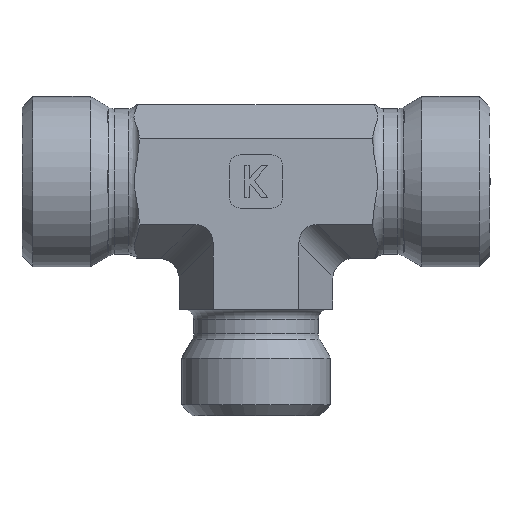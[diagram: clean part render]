
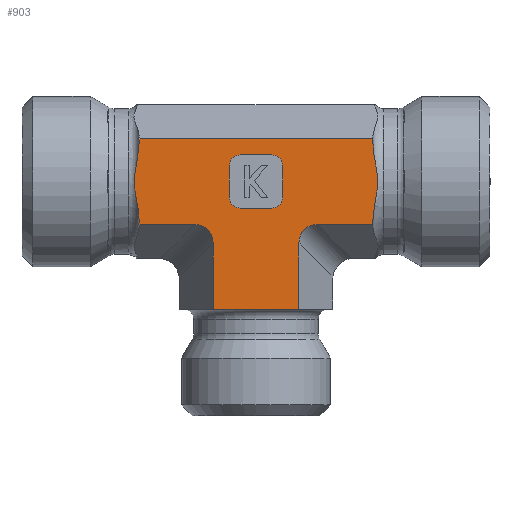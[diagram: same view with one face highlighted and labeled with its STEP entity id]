
A CAD part, left-side view. The second image highlights one B-rep face of the part: STEP entity #903.
In plain terms, the highlighted planar face has unit normal (-1, 0, 0).
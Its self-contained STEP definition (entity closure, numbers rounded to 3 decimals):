
#336=CARTESIAN_POINT('',(-26.485,20.544,10.447));
#337=VERTEX_POINT('',#336);
#345=CARTESIAN_POINT('',(-26.485,20.544,17.553));
#346=VERTEX_POINT('',#345);
#347=CARTESIAN_POINT('',(-26.485,20.544,17.553));
#348=CARTESIAN_POINT('',(-26.485,20.544,17.154));
#349=CARTESIAN_POINT('',(-26.485,20.602,16.678));
#350=CARTESIAN_POINT('',(-26.485,20.794,15.569));
#351=CARTESIAN_POINT('',(-26.485,21.017,14.727));
#352=CARTESIAN_POINT('',(-26.485,21.017,14.));
#353=CARTESIAN_POINT('',(-26.485,21.017,13.273));
#354=CARTESIAN_POINT('',(-26.485,20.794,12.431));
#355=CARTESIAN_POINT('',(-26.485,20.602,11.322));
#356=CARTESIAN_POINT('',(-26.485,20.544,10.846));
#357=CARTESIAN_POINT('',(-26.485,20.544,10.447));
#358=B_SPLINE_CURVE_WITH_KNOTS('',3,(#347,#348,#349,#350,#351,#352,#353,#354,#355,#356,#357),.UNSPECIFIED.,.F.,.U.,(4,2,3,2,4),(-0.338,-0.218,0.0,0.218,0.338),.UNSPECIFIED.);
#359=EDGE_CURVE('',#346,#337,#358,.T.);
#674=CARTESIAN_POINT('',(-26.485,20.544,18.041));
#675=VERTEX_POINT('',#674);
#682=CARTESIAN_POINT('',(-26.485,-1.456,18.041));
#683=VERTEX_POINT('',#682);
#684=CARTESIAN_POINT('',(-26.485,20.544,18.041));
#685=DIRECTION('',(0.0,-1.0,0.0));
#686=VECTOR('',#685,22.);
#687=LINE('',#684,#686);
#688=EDGE_CURVE('',#675,#683,#687,.T.);
#723=CARTESIAN_POINT('',(-26.485,5.502,0.0));
#724=DIRECTION('',(-1.0,0.0,0.0));
#725=DIRECTION('',(0.0,0.0,1.0));
#726=AXIS2_PLACEMENT_3D('',#723,#724,#725);
#727=PLANE('',#726);
#728=CARTESIAN_POINT('',(-26.485,20.544,18.041));
#729=DIRECTION('',(0.0,0.0,-1.0));
#730=VECTOR('',#729,0.489);
#731=LINE('',#728,#730);
#732=EDGE_CURVE('',#675,#346,#731,.T.);
#733=ORIENTED_EDGE('',*,*,#732,.T.);
#734=ORIENTED_EDGE('',*,*,#359,.T.);
#735=CARTESIAN_POINT('',(-26.485,20.544,9.959));
#736=VERTEX_POINT('',#735);
#737=CARTESIAN_POINT('',(-26.485,20.544,10.447));
#738=DIRECTION('',(0.0,0.0,-1.0));
#739=VECTOR('',#738,0.489);
#740=LINE('',#737,#739);
#741=EDGE_CURVE('',#337,#736,#740,.T.);
#742=ORIENTED_EDGE('',*,*,#741,.T.);
#743=CARTESIAN_POINT('',(-26.485,15.317,9.959));
#744=VERTEX_POINT('',#743);
#745=CARTESIAN_POINT('',(-26.485,15.317,9.959));
#746=DIRECTION('',(0.0,1.0,0.0));
#747=VECTOR('',#746,5.226);
#748=LINE('',#745,#747);
#749=EDGE_CURVE('',#744,#736,#748,.T.);
#750=ORIENTED_EDGE('',*,*,#749,.F.);
#751=CARTESIAN_POINT('',(-26.485,13.585,8.226));
#752=VERTEX_POINT('',#751);
#753=CARTESIAN_POINT('',(-26.485,15.895,7.649));
#754=DIRECTION('',(-1.0,0.0,0.0));
#755=DIRECTION('',(0.0,-0.707,0.707));
#756=AXIS2_PLACEMENT_3D('',#753,#754,#755);
#757=ELLIPSE('',#756,2.582,2.0);
#758=EDGE_CURVE('',#752,#744,#757,.T.);
#759=ORIENTED_EDGE('',*,*,#758,.F.);
#760=CARTESIAN_POINT('',(-26.485,13.585,2.));
#761=VERTEX_POINT('',#760);
#762=CARTESIAN_POINT('',(-26.485,13.585,2.));
#763=DIRECTION('',(0.0,0.0,1.0));
#764=VECTOR('',#763,6.226);
#765=LINE('',#762,#764);
#766=EDGE_CURVE('',#761,#752,#765,.T.);
#767=ORIENTED_EDGE('',*,*,#766,.F.);
#768=CARTESIAN_POINT('',(-26.485,5.502,2.));
#769=VERTEX_POINT('',#768);
#770=CARTESIAN_POINT('',(-26.485,13.585,2.));
#771=DIRECTION('',(0.0,-1.0,0.0));
#772=VECTOR('',#771,8.083);
#773=LINE('',#770,#772);
#774=EDGE_CURVE('',#761,#769,#773,.T.);
#775=ORIENTED_EDGE('',*,*,#774,.T.);
#776=CARTESIAN_POINT('',(-26.485,5.502,8.226));
#777=VERTEX_POINT('',#776);
#778=CARTESIAN_POINT('',(-26.485,5.502,2.));
#779=DIRECTION('',(0.0,0.0,1.0));
#780=VECTOR('',#779,6.226);
#781=LINE('',#778,#780);
#782=EDGE_CURVE('',#769,#777,#781,.T.);
#783=ORIENTED_EDGE('',*,*,#782,.T.);
#784=CARTESIAN_POINT('',(-26.485,3.77,9.959));
#785=VERTEX_POINT('',#784);
#786=CARTESIAN_POINT('',(-26.485,3.193,7.649));
#787=DIRECTION('',(-1.0,0.0,0.0));
#788=DIRECTION('',(0.0,0.707,0.707));
#789=AXIS2_PLACEMENT_3D('',#786,#787,#788);
#790=ELLIPSE('',#789,2.582,2.0);
#791=EDGE_CURVE('',#785,#777,#790,.T.);
#792=ORIENTED_EDGE('',*,*,#791,.F.);
#793=CARTESIAN_POINT('',(-26.485,-1.456,9.959));
#794=VERTEX_POINT('',#793);
#795=CARTESIAN_POINT('',(-26.485,3.77,9.959));
#796=DIRECTION('',(0.0,-1.0,0.0));
#797=VECTOR('',#796,5.226);
#798=LINE('',#795,#797);
#799=EDGE_CURVE('',#785,#794,#798,.T.);
#800=ORIENTED_EDGE('',*,*,#799,.T.);
#801=CARTESIAN_POINT('',(-26.485,-1.456,10.447));
#802=VERTEX_POINT('',#801);
#803=CARTESIAN_POINT('',(-26.485,-1.456,9.959));
#804=DIRECTION('',(0.0,0.0,1.0));
#805=VECTOR('',#804,0.489);
#806=LINE('',#803,#805);
#807=EDGE_CURVE('',#794,#802,#806,.T.);
#808=ORIENTED_EDGE('',*,*,#807,.T.);
#809=CARTESIAN_POINT('',(-26.485,-1.456,17.553));
#810=VERTEX_POINT('',#809);
#811=CARTESIAN_POINT('',(-26.485,-1.456,10.447));
#812=CARTESIAN_POINT('',(-26.485,-1.456,10.846));
#813=CARTESIAN_POINT('',(-26.485,-1.514,11.322));
#814=CARTESIAN_POINT('',(-26.485,-1.706,12.431));
#815=CARTESIAN_POINT('',(-26.485,-1.929,13.273));
#816=CARTESIAN_POINT('',(-26.485,-1.929,14.727));
#817=CARTESIAN_POINT('',(-26.485,-1.706,15.569));
#818=CARTESIAN_POINT('',(-26.485,-1.514,16.678));
#819=CARTESIAN_POINT('',(-26.485,-1.456,17.154));
#820=CARTESIAN_POINT('',(-26.485,-1.456,17.553));
#821=B_SPLINE_CURVE_WITH_KNOTS('',3,(#811,#812,#813,#814,#815,#816,#817,#818,#819,#820),.UNSPECIFIED.,.F.,.U.,(4,2,2,2,4),(0.775,0.894,1.112,1.33,1.45),.UNSPECIFIED.);
#822=EDGE_CURVE('',#802,#810,#821,.T.);
#823=ORIENTED_EDGE('',*,*,#822,.T.);
#824=CARTESIAN_POINT('',(-26.485,-1.456,17.553));
#825=DIRECTION('',(0.0,0.0,1.0));
#826=VECTOR('',#825,0.489);
#827=LINE('',#824,#826);
#828=EDGE_CURVE('',#810,#683,#827,.T.);
#829=ORIENTED_EDGE('',*,*,#828,.T.);
#830=ORIENTED_EDGE('',*,*,#688,.F.);
#831=EDGE_LOOP('',(#733,#734,#742,#750,#759,#767,#775,#783,#792,#800,#808,#823,#829,#830));
#832=FACE_OUTER_BOUND('',#831,.T.);
#833=CARTESIAN_POINT('',(-26.485,8.044,11.5));
#834=VERTEX_POINT('',#833);
#835=CARTESIAN_POINT('',(-26.485,11.044,11.5));
#836=VERTEX_POINT('',#835);
#837=CARTESIAN_POINT('',(-26.485,8.044,11.5));
#838=DIRECTION('',(0.0,1.0,0.0));
#839=VECTOR('',#838,3.);
#840=LINE('',#837,#839);
#841=EDGE_CURVE('',#834,#836,#840,.T.);
#842=ORIENTED_EDGE('',*,*,#841,.T.);
#843=CARTESIAN_POINT('',(-26.485,12.044,12.5));
#844=VERTEX_POINT('',#843);
#845=CARTESIAN_POINT('',(-26.485,11.044,12.5));
#846=DIRECTION('',(-1.0,0.0,0.0));
#847=DIRECTION('',(0.0,0.707,-0.707));
#848=AXIS2_PLACEMENT_3D('',#845,#846,#847);
#849=CIRCLE('',#848,1.0);
#850=EDGE_CURVE('',#844,#836,#849,.T.);
#851=ORIENTED_EDGE('',*,*,#850,.F.);
#852=CARTESIAN_POINT('',(-26.485,12.044,15.5));
#853=VERTEX_POINT('',#852);
#854=CARTESIAN_POINT('',(-26.485,12.044,12.5));
#855=DIRECTION('',(0.0,0.0,1.0));
#856=VECTOR('',#855,3.);
#857=LINE('',#854,#856);
#858=EDGE_CURVE('',#844,#853,#857,.T.);
#859=ORIENTED_EDGE('',*,*,#858,.T.);
#860=CARTESIAN_POINT('',(-26.485,11.044,16.5));
#861=VERTEX_POINT('',#860);
#862=CARTESIAN_POINT('',(-26.485,11.044,15.5));
#863=DIRECTION('',(-1.0,0.0,0.0));
#864=DIRECTION('',(0.0,0.707,0.707));
#865=AXIS2_PLACEMENT_3D('',#862,#863,#864);
#866=CIRCLE('',#865,1.0);
#867=EDGE_CURVE('',#861,#853,#866,.T.);
#868=ORIENTED_EDGE('',*,*,#867,.F.);
#869=CARTESIAN_POINT('',(-26.485,8.044,16.5));
#870=VERTEX_POINT('',#869);
#871=CARTESIAN_POINT('',(-26.485,11.044,16.5));
#872=DIRECTION('',(0.0,-1.0,0.0));
#873=VECTOR('',#872,3.);
#874=LINE('',#871,#873);
#875=EDGE_CURVE('',#861,#870,#874,.T.);
#876=ORIENTED_EDGE('',*,*,#875,.T.);
#877=CARTESIAN_POINT('',(-26.485,7.044,15.5));
#878=VERTEX_POINT('',#877);
#879=CARTESIAN_POINT('',(-26.485,8.044,15.5));
#880=DIRECTION('',(-1.0,0.0,0.0));
#881=DIRECTION('',(0.0,-0.707,0.707));
#882=AXIS2_PLACEMENT_3D('',#879,#880,#881);
#883=CIRCLE('',#882,1.0);
#884=EDGE_CURVE('',#878,#870,#883,.T.);
#885=ORIENTED_EDGE('',*,*,#884,.F.);
#886=CARTESIAN_POINT('',(-26.485,7.044,12.5));
#887=VERTEX_POINT('',#886);
#888=CARTESIAN_POINT('',(-26.485,7.044,15.5));
#889=DIRECTION('',(0.0,0.0,-1.0));
#890=VECTOR('',#889,3.);
#891=LINE('',#888,#890);
#892=EDGE_CURVE('',#878,#887,#891,.T.);
#893=ORIENTED_EDGE('',*,*,#892,.T.);
#894=CARTESIAN_POINT('',(-26.485,8.044,12.5));
#895=DIRECTION('',(-1.0,0.0,0.0));
#896=DIRECTION('',(0.0,-0.707,-0.707));
#897=AXIS2_PLACEMENT_3D('',#894,#895,#896);
#898=CIRCLE('',#897,1.0);
#899=EDGE_CURVE('',#834,#887,#898,.T.);
#900=ORIENTED_EDGE('',*,*,#899,.F.);
#901=EDGE_LOOP('',(#842,#851,#859,#868,#876,#885,#893,#900));
#902=FACE_BOUND('',#901,.T.);
#903=ADVANCED_FACE('',(#832,#902),#727,.T.);
